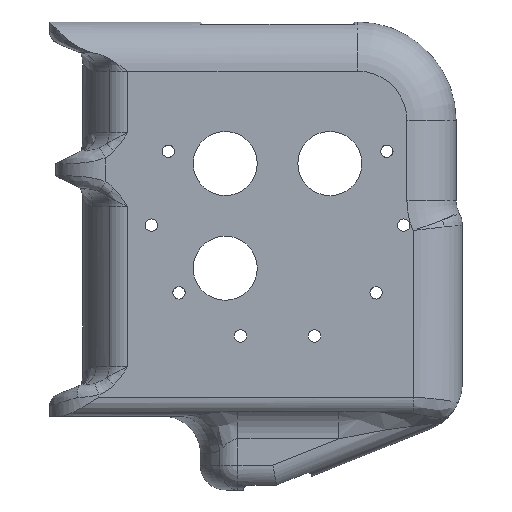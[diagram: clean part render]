
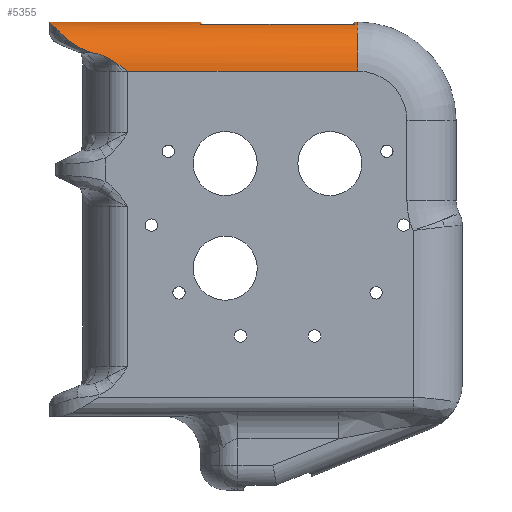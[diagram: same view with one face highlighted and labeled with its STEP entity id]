
A CAD part, top view. The second image highlights one B-rep face of the part: STEP entity #5355.
In plain terms, the highlighted cylindrical face has radius 8 mm (diameter 16 mm), a partial arc.
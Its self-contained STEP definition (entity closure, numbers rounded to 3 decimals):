
#2193=CARTESIAN_POINT('',(-13.,54.,10.));
#2194=VERTEX_POINT('',#2193);
#2202=CARTESIAN_POINT('',(-50.349,54.,10.));
#2203=VERTEX_POINT('',#2202);
#2204=CARTESIAN_POINT('',(-50.349,54.,10.));
#2205=DIRECTION('',(1.,0.,-0.));
#2206=VECTOR('',#2205,37.349);
#2207=LINE('',#2204,#2206);
#2208=EDGE_CURVE('',#2203,#2194,#2207,.T.);
#5224=CARTESIAN_POINT('',(-13.,62.,2.));
#5225=VERTEX_POINT('',#5224);
#5226=CARTESIAN_POINT('',(-13.5,62.,2.));
#5227=VERTEX_POINT('',#5226);
#5228=CARTESIAN_POINT('',(-13.,62.,2.));
#5229=DIRECTION('',(-1.,-0.,0.));
#5230=VECTOR('',#5229,0.5);
#5231=LINE('',#5228,#5230);
#5232=EDGE_CURVE('',#5225,#5227,#5231,.T.);
#5250=CARTESIAN_POINT('',(0.,54.,2.));
#5251=DIRECTION('',(-1.,0.,0.));
#5252=DIRECTION('',(0.,0.,-1.));
#5253=AXIS2_PLACEMENT_3D('',#5250,#5251,#5252);
#5254=CYLINDRICAL_SURFACE('',#5253,8.);
#5255=CARTESIAN_POINT('',(-38.5,62.,2.));
#5256=VERTEX_POINT('',#5255);
#5257=CARTESIAN_POINT('',(-63.,62.,2.));
#5258=VERTEX_POINT('',#5257);
#5259=CARTESIAN_POINT('',(-38.5,62.,2.));
#5260=DIRECTION('',(-1.,-0.,0.));
#5261=VECTOR('',#5260,24.5);
#5262=LINE('',#5259,#5261);
#5263=EDGE_CURVE('',#5256,#5258,#5262,.T.);
#5264=ORIENTED_EDGE('',*,*,#5263,.T.);
#5265=CARTESIAN_POINT('',(-60.649,59.649,7.665));
#5266=VERTEX_POINT('',#5265);
#5267=CARTESIAN_POINT('',(-55.,54.,2.));
#5268=DIRECTION('',(0.707,0.707,0.));
#5269=DIRECTION('',(0.707,-0.707,0.));
#5270=AXIS2_PLACEMENT_3D('',#5267,#5268,#5269);
#5271=ELLIPSE('',#5270,11.314,8.);
#5272=EDGE_CURVE('',#5258,#5266,#5271,.T.);
#5273=ORIENTED_EDGE('',*,*,#5272,.T.);
#5274=CARTESIAN_POINT('',(-56.264,56.988,9.421));
#5275=VERTEX_POINT('',#5274);
#5276=CARTESIAN_POINT('',(-56.264,56.988,9.421));
#5277=CARTESIAN_POINT('',(-56.696,57.141,9.359));
#5278=CARTESIAN_POINT('',(-57.113,57.315,9.284));
#5279=CARTESIAN_POINT('',(-57.516,57.506,9.191));
#5280=CARTESIAN_POINT('',(-57.92,57.697,9.098));
#5281=CARTESIAN_POINT('',(-58.309,57.905,8.987));
#5282=CARTESIAN_POINT('',(-58.683,58.131,8.851));
#5283=CARTESIAN_POINT('',(-58.869,58.244,8.783));
#5284=CARTESIAN_POINT('',(-59.052,58.361,8.709));
#5285=CARTESIAN_POINT('',(-59.23,58.482,8.626));
#5286=CARTESIAN_POINT('',(-59.408,58.604,8.544));
#5287=CARTESIAN_POINT('',(-59.582,58.73,8.454));
#5288=CARTESIAN_POINT('',(-59.748,58.858,8.356));
#5289=CARTESIAN_POINT('',(-60.079,59.114,8.16));
#5290=CARTESIAN_POINT('',(-60.38,59.38,7.933));
#5291=CARTESIAN_POINT('',(-60.649,59.649,7.665));
#5292=B_SPLINE_CURVE_WITH_KNOTS('',3,(#5276,#5277,#5278,#5279,#5280,#5281,#5282,#5283,#5284,#5285,#5286,#5287,#5288,#5289,#5290,#5291),.UNSPECIFIED.,.F.,.F.,(4,3,3,3,3,4),(0.,0.001,0.003,0.003,0.004,0.005),.UNSPECIFIED.);
#5293=EDGE_CURVE('',#5275,#5266,#5292,.T.);
#5294=ORIENTED_EDGE('',*,*,#5293,.F.);
#5295=CARTESIAN_POINT('',(-54.337,56.517,9.594));
#5296=VERTEX_POINT('',#5295);
#5297=CARTESIAN_POINT('',(-54.337,56.517,9.594));
#5298=CARTESIAN_POINT('',(-54.644,56.647,9.551));
#5299=CARTESIAN_POINT('',(-54.958,56.751,9.513));
#5300=CARTESIAN_POINT('',(-55.279,56.83,9.483));
#5301=CARTESIAN_POINT('',(-55.6,56.91,9.452));
#5302=CARTESIAN_POINT('',(-55.927,56.965,9.43));
#5303=CARTESIAN_POINT('',(-56.264,56.988,9.421));
#5304=B_SPLINE_CURVE_WITH_KNOTS('',3,(#5297,#5298,#5299,#5300,#5301,#5302,#5303),.UNSPECIFIED.,.F.,.F.,(4,3,4),(0.,0.001,0.002),.UNSPECIFIED.);
#5305=EDGE_CURVE('',#5296,#5275,#5304,.T.);
#5306=ORIENTED_EDGE('',*,*,#5305,.F.);
#5307=CARTESIAN_POINT('',(-50.349,54.,10.));
#5308=CARTESIAN_POINT('',(-50.988,54.472,10.));
#5309=CARTESIAN_POINT('',(-51.623,54.942,9.957));
#5310=CARTESIAN_POINT('',(-52.278,55.375,9.881));
#5311=CARTESIAN_POINT('',(-52.606,55.592,9.843));
#5312=CARTESIAN_POINT('',(-52.938,55.8,9.797));
#5313=CARTESIAN_POINT('',(-53.279,55.992,9.748));
#5314=CARTESIAN_POINT('',(-53.621,56.185,9.698));
#5315=CARTESIAN_POINT('',(-53.971,56.363,9.645));
#5316=CARTESIAN_POINT('',(-54.337,56.517,9.594));
#5317=B_SPLINE_CURVE_WITH_KNOTS('',3,(#5307,#5308,#5309,#5310,#5311,#5312,#5313,#5314,#5315,#5316),.UNSPECIFIED.,.F.,.F.,(4,3,3,4),(0.,0.002,0.004,0.005),.UNSPECIFIED.);
#5318=EDGE_CURVE('',#2203,#5296,#5317,.T.);
#5319=ORIENTED_EDGE('',*,*,#5318,.F.);
#5320=ORIENTED_EDGE('',*,*,#2208,.T.);
#5321=CARTESIAN_POINT('',(-13.,54.,2.));
#5322=DIRECTION('',(-1.,0.,0.));
#5323=DIRECTION('',(0.,0.,1.));
#5324=AXIS2_PLACEMENT_3D('',#5321,#5322,#5323);
#5325=CIRCLE('',#5324,8.);
#5326=EDGE_CURVE('',#2194,#5225,#5325,.T.);
#5327=ORIENTED_EDGE('',*,*,#5326,.T.);
#5328=ORIENTED_EDGE('',*,*,#5232,.T.);
#5329=CARTESIAN_POINT('',(-13.5,61.595,4.514));
#5330=VERTEX_POINT('',#5329);
#5331=CARTESIAN_POINT('',(-13.5,54.,2.));
#5332=DIRECTION('',(-1.,0.,0.));
#5333=DIRECTION('',(0.,0.,1.));
#5334=AXIS2_PLACEMENT_3D('',#5331,#5332,#5333);
#5335=CIRCLE('',#5334,8.);
#5336=EDGE_CURVE('',#5330,#5227,#5335,.T.);
#5337=ORIENTED_EDGE('',*,*,#5336,.F.);
#5338=CARTESIAN_POINT('',(-38.5,61.595,4.514));
#5339=VERTEX_POINT('',#5338);
#5340=CARTESIAN_POINT('',(-38.5,61.595,4.514));
#5341=DIRECTION('',(1.,-0.,-0.));
#5342=VECTOR('',#5341,25.);
#5343=LINE('',#5340,#5342);
#5344=EDGE_CURVE('',#5339,#5330,#5343,.T.);
#5345=ORIENTED_EDGE('',*,*,#5344,.F.);
#5346=CARTESIAN_POINT('',(-38.5,54.,2.));
#5347=DIRECTION('',(1.,0.,0.));
#5348=DIRECTION('',(0.,0.,-1.));
#5349=AXIS2_PLACEMENT_3D('',#5346,#5347,#5348);
#5350=CIRCLE('',#5349,8.);
#5351=EDGE_CURVE('',#5256,#5339,#5350,.T.);
#5352=ORIENTED_EDGE('',*,*,#5351,.F.);
#5353=EDGE_LOOP('',(#5264,#5273,#5294,#5306,#5319,#5320,#5327,#5328,#5337,#5345,#5352));
#5354=FACE_BOUND('',#5353,.T.);
#5355=ADVANCED_FACE('',(#5354),#5254,.T.);
